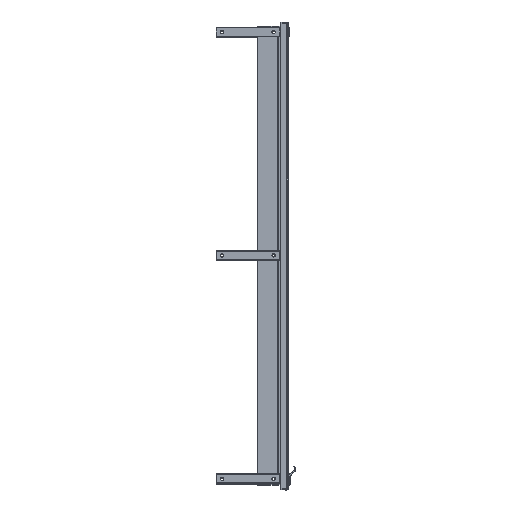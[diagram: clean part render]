
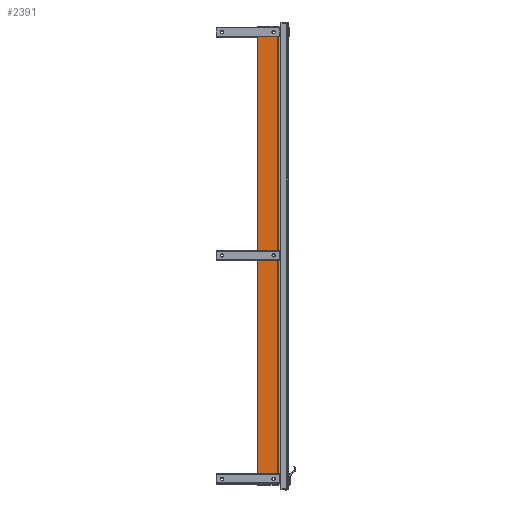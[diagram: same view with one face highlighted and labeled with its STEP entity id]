
A CAD part, top view. The second image highlights one B-rep face of the part: STEP entity #2391.
In plain terms, the highlighted face is planar.
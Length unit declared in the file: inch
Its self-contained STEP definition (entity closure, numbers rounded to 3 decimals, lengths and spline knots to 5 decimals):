
#647 = AXIS2_PLACEMENT_3D ( 'NONE', #30754, #18819, #7314 ) ;
#1167 = CARTESIAN_POINT ( 'NONE',  ( -34.007, 2.186, -19. ) ) ;
#1207 = DIRECTION ( 'NONE',  ( 1., 0., 0. ) ) ;
#1732 = CARTESIAN_POINT ( 'NONE',  ( -34.007, 2.186, -0.156 ) ) ;
#2040 = ORIENTED_EDGE ( 'NONE', *, *, #39637, .T. ) ;
#2076 = DIRECTION ( 'NONE',  ( 0., 1., 0. ) ) ;
#2190 = ORIENTED_EDGE ( 'NONE', *, *, #16643, .T. ) ;
#2279 = VERTEX_POINT ( 'NONE', #19887 ) ;
#2391 = ADVANCED_FACE ( 'NONE', ( #11908, #16239, #42655, #21280 ), #28669, .T. ) ;
#2521 = DIRECTION ( 'NONE',  ( 0., -1., 0. ) ) ;
#2601 = CARTESIAN_POINT ( 'NONE',  ( -34.007, 2.186, -19.156 ) ) ;
#2897 = CIRCLE ( 'NONE', #42096, 0.156 ) ;
#3284 = DIRECTION ( 'NONE',  ( 0., 0., 1. ) ) ;
#3516 = DIRECTION ( 'NONE',  ( 1., 0., 0. ) ) ;
#3655 = LINE ( 'NONE', #31244, #23662 ) ;
#3681 = VERTEX_POINT ( 'NONE', #29253 ) ;
#4379 = EDGE_CURVE ( 'NONE', #41164, #3681, #22361, .T. ) ;
#4422 = CARTESIAN_POINT ( 'NONE',  ( -34.007, 2.186, -19.156 ) ) ;
#4460 = CARTESIAN_POINT ( 'NONE',  ( -34.007, 0.95, 19.5 ) ) ;
#4477 = EDGE_LOOP ( 'NONE', ( #2040, #28118, #12331, #7322 ) ) ;
#5247 = CARTESIAN_POINT ( 'NONE',  ( -34.007, 0.484, -19.5 ) ) ;
#5901 = CIRCLE ( 'NONE', #22710, 0.156 ) ;
#6095 = VECTOR ( 'NONE', #43648, 39.37008 ) ;
#6921 = EDGE_LOOP ( 'NONE', ( #49868, #49953, #22621, #16742 ) ) ;
#6960 = VECTOR ( 'NONE', #34288, 39.37008 ) ;
#7223 = VERTEX_POINT ( 'NONE', #17162 ) ;
#7314 = DIRECTION ( 'NONE',  ( 0., 0., 1. ) ) ;
#7322 = ORIENTED_EDGE ( 'NONE', *, *, #39484, .T. ) ;
#7454 = EDGE_CURVE ( 'NONE', #47378, #8553, #18086, .T. ) ;
#7702 = VECTOR ( 'NONE', #2521, 39.37008 ) ;
#8180 = CARTESIAN_POINT ( 'NONE',  ( -34.007, 2.186, 19. ) ) ;
#8553 = VERTEX_POINT ( 'NONE', #48210 ) ;
#8718 = CARTESIAN_POINT ( 'NONE',  ( -34.007, 2.186, 18.844 ) ) ;
#9173 = CARTESIAN_POINT ( 'NONE',  ( -34.007, 2.186, -18.844 ) ) ;
#9524 = VERTEX_POINT ( 'NONE', #8718 ) ;
#9646 = VECTOR ( 'NONE', #19208, 39.37008 ) ;
#9649 = CARTESIAN_POINT ( 'NONE',  ( -34.007, 1.248, -19. ) ) ;
#11908 = FACE_OUTER_BOUND ( 'NONE', #39556, .T. ) ;
#12331 = ORIENTED_EDGE ( 'NONE', *, *, #4379, .T. ) ;
#12413 = EDGE_CURVE ( 'NONE', #37765, #38363, #24796, .T. ) ;
#12826 = CARTESIAN_POINT ( 'NONE',  ( -34.007, 1.248, -0.156 ) ) ;
#12828 = AXIS2_PLACEMENT_3D ( 'NONE', #9649, #42059, #37620 ) ;
#14358 = EDGE_CURVE ( 'NONE', #2279, #7223, #2897, .T. ) ;
#14487 = VECTOR ( 'NONE', #21314, 39.37008 ) ;
#15231 = DIRECTION ( 'NONE',  ( 0., -1., 0. ) ) ;
#16239 = FACE_BOUND ( 'NONE', #6921, .T. ) ;
#16320 = CARTESIAN_POINT ( 'NONE',  ( -34.007, 2.592, -19.5 ) ) ;
#16643 = EDGE_CURVE ( 'NONE', #27211, #24857, #3655, .T. ) ;
#16699 = LINE ( 'NONE', #23979, #6095 ) ;
#16742 = ORIENTED_EDGE ( 'NONE', *, *, #12413, .T. ) ;
#16744 = DIRECTION ( 'NONE',  ( -1., 0., 0. ) ) ;
#17162 = CARTESIAN_POINT ( 'NONE',  ( -34.007, 1.248, 18.844 ) ) ;
#18086 = LINE ( 'NONE', #47201, #19360 ) ;
#18116 = CIRCLE ( 'NONE', #38664, 0.156 ) ;
#18819 = DIRECTION ( 'NONE',  ( 1., 0., 0. ) ) ;
#18840 = CARTESIAN_POINT ( 'NONE',  ( -34.007, 1.248, 0.156 ) ) ;
#18999 = ORIENTED_EDGE ( 'NONE', *, *, #29769, .T. ) ;
#19208 = DIRECTION ( 'NONE',  ( 0., -1., 0. ) ) ;
#19324 = VERTEX_POINT ( 'NONE', #26843 ) ;
#19360 = VECTOR ( 'NONE', #15231, 39.37008 ) ;
#19881 = DIRECTION ( 'NONE',  ( 1., 0., 0. ) ) ;
#19887 = CARTESIAN_POINT ( 'NONE',  ( -34.007, 1.248, 19.156 ) ) ;
#21280 = FACE_BOUND ( 'NONE', #4477, .T. ) ;
#21314 = DIRECTION ( 'NONE',  ( 0., 1., 0. ) ) ;
#21514 = DIRECTION ( 'NONE',  ( 0., 1., 0. ) ) ;
#21808 = CARTESIAN_POINT ( 'NONE',  ( -34.007, 0.95, -19.5 ) ) ;
#21947 = LINE ( 'NONE', #33043, #48363 ) ;
#22361 = CIRCLE ( 'NONE', #647, 0.156 ) ;
#22621 = ORIENTED_EDGE ( 'NONE', *, *, #40739, .T. ) ;
#22710 = AXIS2_PLACEMENT_3D ( 'NONE', #1167, #36998, #45298 ) ;
#23195 = LINE ( 'NONE', #26232, #6960 ) ;
#23434 = LINE ( 'NONE', #34652, #9646 ) ;
#23599 = EDGE_CURVE ( 'NONE', #35072, #41164, #43393, .T. ) ;
#23662 = VECTOR ( 'NONE', #3284, 39.37008 ) ;
#23927 = DIRECTION ( 'NONE',  ( 0., 0., 1. ) ) ;
#23979 = CARTESIAN_POINT ( 'NONE',  ( -34.007, 2.592, -19.5 ) ) ;
#24173 = ORIENTED_EDGE ( 'NONE', *, *, #29568, .F. ) ;
#24796 = LINE ( 'NONE', #4422, #39181 ) ;
#24857 = VERTEX_POINT ( 'NONE', #4460 ) ;
#24999 = DIRECTION ( 'NONE',  ( 0., 0., -1. ) ) ;
#25159 = EDGE_CURVE ( 'NONE', #38363, #47378, #5901, .T. ) ;
#25211 = CARTESIAN_POINT ( 'NONE',  ( -34.007, 2.592, 19.5 ) ) ;
#26087 = EDGE_CURVE ( 'NONE', #24857, #48214, #21947, .T. ) ;
#26232 = CARTESIAN_POINT ( 'NONE',  ( -34.007, 2.186, 18.844 ) ) ;
#26843 = CARTESIAN_POINT ( 'NONE',  ( -34.007, 2.186, 19.156 ) ) ;
#27211 = VERTEX_POINT ( 'NONE', #21808 ) ;
#27458 = CARTESIAN_POINT ( 'NONE',  ( -34.007, 1.248, 0. ) ) ;
#28118 = ORIENTED_EDGE ( 'NONE', *, *, #23599, .T. ) ;
#28321 = LINE ( 'NONE', #30140, #7702 ) ;
#28669 = PLANE ( 'NONE',  #37459 ) ;
#28923 = VERTEX_POINT ( 'NONE', #18840 ) ;
#29162 = DIRECTION ( 'NONE',  ( 0., 0., 1. ) ) ;
#29253 = CARTESIAN_POINT ( 'NONE',  ( -34.007, 2.186, 0.156 ) ) ;
#29568 = EDGE_CURVE ( 'NONE', #27211, #38527, #40820, .T. ) ;
#29769 = EDGE_CURVE ( 'NONE', #7223, #9524, #23195, .T. ) ;
#30140 = CARTESIAN_POINT ( 'NONE',  ( -34.007, 1.248, 19.156 ) ) ;
#30404 = EDGE_CURVE ( 'NONE', #9524, #19324, #18116, .T. ) ;
#30754 = CARTESIAN_POINT ( 'NONE',  ( -34.007, 2.186, 0. ) ) ;
#31244 = CARTESIAN_POINT ( 'NONE',  ( -34.007, 0.95, -19.5 ) ) ;
#31468 = DIRECTION ( 'NONE',  ( 0., 0., 1. ) ) ;
#33043 = CARTESIAN_POINT ( 'NONE',  ( -34.007, 2.592, 19.5 ) ) ;
#33330 = ORIENTED_EDGE ( 'NONE', *, *, #30404, .T. ) ;
#33734 = CARTESIAN_POINT ( 'NONE',  ( -34.007, 2.186, -0.156 ) ) ;
#33985 = ORIENTED_EDGE ( 'NONE', *, *, #47760, .T. ) ;
#34288 = DIRECTION ( 'NONE',  ( 0., 1., 0. ) ) ;
#34652 = CARTESIAN_POINT ( 'NONE',  ( -34.007, 1.248, 0.156 ) ) ;
#35072 = VERTEX_POINT ( 'NONE', #12826 ) ;
#36891 = DIRECTION ( 'NONE',  ( 0., 1., 0. ) ) ;
#36998 = DIRECTION ( 'NONE',  ( 1., 0., 0. ) ) ;
#37459 = AXIS2_PLACEMENT_3D ( 'NONE', #40773, #16744, #24999 ) ;
#37620 = DIRECTION ( 'NONE',  ( 0., 0., 1. ) ) ;
#37765 = VERTEX_POINT ( 'NONE', #51246 ) ;
#38363 = VERTEX_POINT ( 'NONE', #2601 ) ;
#38527 = VERTEX_POINT ( 'NONE', #16320 ) ;
#38664 = AXIS2_PLACEMENT_3D ( 'NONE', #8180, #19881, #23927 ) ;
#39181 = VECTOR ( 'NONE', #21514, 39.37008 ) ;
#39484 = EDGE_CURVE ( 'NONE', #3681, #28923, #23434, .T. ) ;
#39556 = EDGE_LOOP ( 'NONE', ( #24173, #2190, #50021, #44328 ) ) ;
#39637 = EDGE_CURVE ( 'NONE', #28923, #35072, #42224, .T. ) ;
#40739 = EDGE_CURVE ( 'NONE', #8553, #37765, #48908, .T. ) ;
#40773 = CARTESIAN_POINT ( 'NONE',  ( -34.007, 2.592, -19.5 ) ) ;
#40820 = LINE ( 'NONE', #5247, #14487 ) ;
#40869 = VECTOR ( 'NONE', #2076, 39.37008 ) ;
#41164 = VERTEX_POINT ( 'NONE', #33734 ) ;
#42059 = DIRECTION ( 'NONE',  ( 1., 0., 0. ) ) ;
#42096 = AXIS2_PLACEMENT_3D ( 'NONE', #49217, #1207, #29162 ) ;
#42224 = CIRCLE ( 'NONE', #44726, 0.156 ) ;
#42655 = FACE_BOUND ( 'NONE', #45054, .T. ) ;
#43393 = LINE ( 'NONE', #1732, #40869 ) ;
#43648 = DIRECTION ( 'NONE',  ( 0., 0., -1. ) ) ;
#44328 = ORIENTED_EDGE ( 'NONE', *, *, #51794, .T. ) ;
#44726 = AXIS2_PLACEMENT_3D ( 'NONE', #27458, #3516, #31468 ) ;
#45054 = EDGE_LOOP ( 'NONE', ( #33985, #50250, #18999, #33330 ) ) ;
#45298 = DIRECTION ( 'NONE',  ( 0., 0., 1. ) ) ;
#47201 = CARTESIAN_POINT ( 'NONE',  ( -34.007, 1.248, -18.844 ) ) ;
#47378 = VERTEX_POINT ( 'NONE', #9173 ) ;
#47760 = EDGE_CURVE ( 'NONE', #19324, #2279, #28321, .T. ) ;
#48210 = CARTESIAN_POINT ( 'NONE',  ( -34.007, 1.248, -18.844 ) ) ;
#48214 = VERTEX_POINT ( 'NONE', #25211 ) ;
#48363 = VECTOR ( 'NONE', #36891, 39.37008 ) ;
#48908 = CIRCLE ( 'NONE', #12828, 0.156 ) ;
#49217 = CARTESIAN_POINT ( 'NONE',  ( -34.007, 1.248, 19. ) ) ;
#49868 = ORIENTED_EDGE ( 'NONE', *, *, #25159, .T. ) ;
#49953 = ORIENTED_EDGE ( 'NONE', *, *, #7454, .T. ) ;
#50021 = ORIENTED_EDGE ( 'NONE', *, *, #26087, .T. ) ;
#50250 = ORIENTED_EDGE ( 'NONE', *, *, #14358, .T. ) ;
#51246 = CARTESIAN_POINT ( 'NONE',  ( -34.007, 1.248, -19.156 ) ) ;
#51794 = EDGE_CURVE ( 'NONE', #48214, #38527, #16699, .T. ) ;
